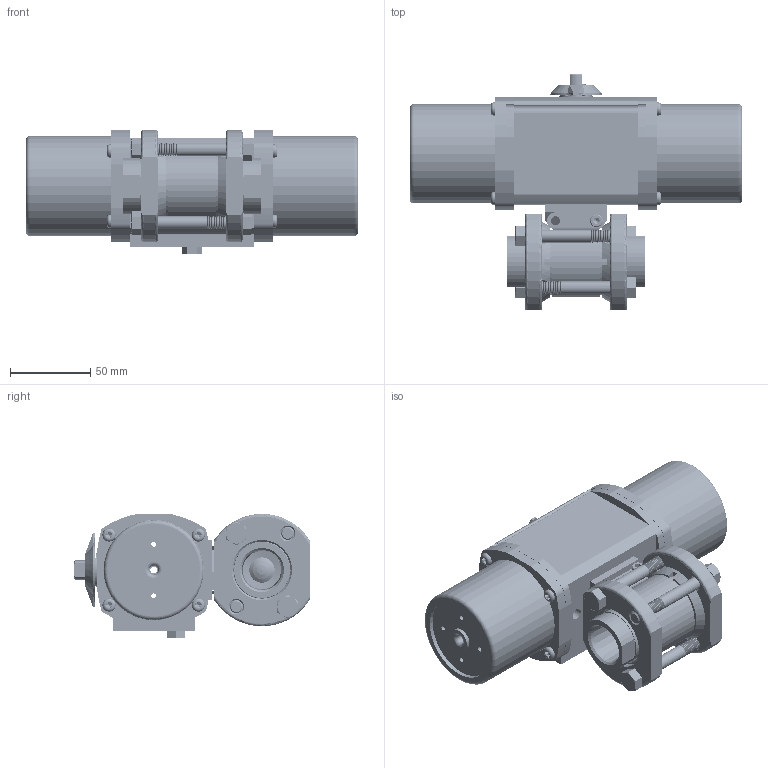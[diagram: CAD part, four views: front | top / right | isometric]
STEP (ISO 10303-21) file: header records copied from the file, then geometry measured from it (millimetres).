
FILE_DESCRIPTION (( 'STEP AP203' ), '1' );
FILE_NAME ('26XXSESA512SR.step', '2018-03-26T16:21:29', ( '' ), ( '' ), 'SwSTEP 2.0', 'SolidWorks 2017', '' );
FILE_SCHEMA (( 'CONFIG_CONTROL_DESIGN' ));
Length unit declared in the file: inch
Products named in the file (1): 26XXSESA512SR
Bounding box: 206.38 x 146.65 x 77.22 mm (x, y, z)
Volume: 517736.9 mm3; surface area: 229789.9 mm2
Topology: 45 solids, 45 shells, 3747 faces, 10022 edges, 6343 vertices
Faces by surface type: cylinder 2063, cone 896, plane 511, torus 146, bspline 129, sphere 2
Entity records: 175424 total; most frequent: CARTESIAN_POINT 87612, ORIENTED_EDGE 19824, DIRECTION 17692, EDGE_CURVE 9912, AXIS2_PLACEMENT_3D 7052, VERTEX_POINT 6339, EDGE_LOOP 4007, ADVANCED_FACE 3747
